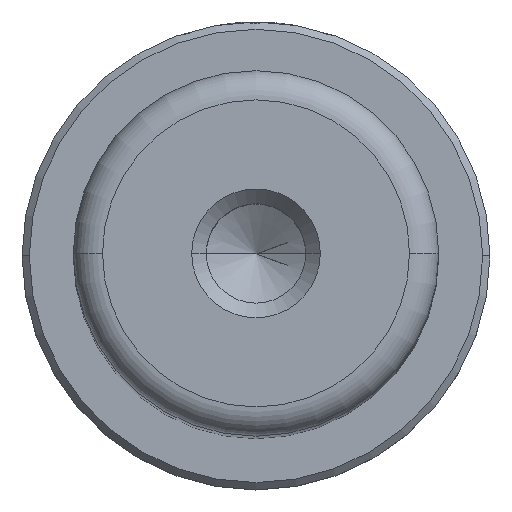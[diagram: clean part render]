
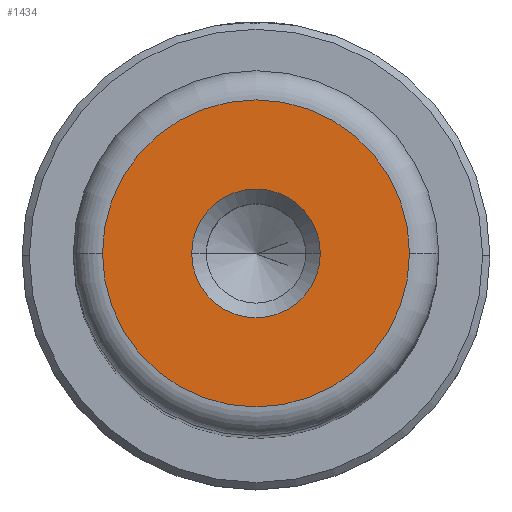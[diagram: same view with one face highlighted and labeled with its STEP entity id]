
A CAD part, top view. The second image highlights one B-rep face of the part: STEP entity #1434.
In plain terms, the highlighted planar face has unit normal (0, 0, 1).
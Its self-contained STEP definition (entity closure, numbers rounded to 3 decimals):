
#76 = CIRCLE ( 'NONE', #822, 10.5 ) ;
#127 = VERTEX_POINT ( 'NONE', #376 ) ;
#130 = ORIENTED_EDGE ( 'NONE', *, *, #672, .T. ) ;
#133 = VERTEX_POINT ( 'NONE', #2040 ) ;
#194 = ORIENTED_EDGE ( 'NONE', *, *, #287, .T. ) ;
#287 = EDGE_CURVE ( 'NONE', #133, #127, #76, .T. ) ;
#376 = CARTESIAN_POINT ( 'NONE',  ( -10.5, 0., 121. ) ) ;
#377 = DIRECTION ( 'NONE',  ( 1., 0., 0. ) ) ;
#457 = CIRCLE ( 'NONE', #908, 4.4 ) ;
#479 = DIRECTION ( 'NONE',  ( 1., 0., 0. ) ) ;
#481 = DIRECTION ( 'NONE',  ( 0., 0., 1. ) ) ;
#485 = CARTESIAN_POINT ( 'NONE',  ( 0., 0., 121. ) ) ;
#619 = CARTESIAN_POINT ( 'NONE',  ( -4.4, 0., 121. ) ) ;
#667 = ORIENTED_EDGE ( 'NONE', *, *, #749, .T. ) ;
#672 = EDGE_CURVE ( 'NONE', #1365, #816, #1448, .T. ) ;
#699 = PLANE ( 'NONE',  #903 ) ;
#749 = EDGE_CURVE ( 'NONE', #816, #1365, #457, .T. ) ;
#816 = VERTEX_POINT ( 'NONE', #619 ) ;
#819 = EDGE_CURVE ( 'NONE', #127, #133, #1366, .T. ) ;
#822 = AXIS2_PLACEMENT_3D ( 'NONE', #1354, #1348, #1333 ) ;
#890 = FACE_OUTER_BOUND ( 'NONE', #2070, .T. ) ;
#903 = AXIS2_PLACEMENT_3D ( 'NONE', #1177, #1338, #377 ) ;
#908 = AXIS2_PLACEMENT_3D ( 'NONE', #1329, #1315, #1296 ) ;
#1151 = CARTESIAN_POINT ( 'NONE',  ( 4.4, 0., 121. ) ) ;
#1177 = CARTESIAN_POINT ( 'NONE',  ( 0., 0., 121. ) ) ;
#1296 = DIRECTION ( 'NONE',  ( 1., 0., 0. ) ) ;
#1315 = DIRECTION ( 'NONE',  ( 0., 0., -1. ) ) ;
#1329 = CARTESIAN_POINT ( 'NONE',  ( 0., 0., 121. ) ) ;
#1333 = DIRECTION ( 'NONE',  ( 1., 0., 0. ) ) ;
#1338 = DIRECTION ( 'NONE',  ( 0., 0., 1. ) ) ;
#1348 = DIRECTION ( 'NONE',  ( 0., 0., 1. ) ) ;
#1354 = CARTESIAN_POINT ( 'NONE',  ( 0., 0., 121. ) ) ;
#1365 = VERTEX_POINT ( 'NONE', #1151 ) ;
#1366 = CIRCLE ( 'NONE', #1438, 10.5 ) ;
#1434 = ADVANCED_FACE ( 'NONE', ( #2093, #890 ), #699, .T. ) ;
#1438 = AXIS2_PLACEMENT_3D ( 'NONE', #485, #481, #479 ) ;
#1448 = CIRCLE ( 'NONE', #1955, 4.4 ) ;
#1614 = EDGE_LOOP ( 'NONE', ( #130, #667 ) ) ;
#1830 = DIRECTION ( 'NONE',  ( 1., 0., 0. ) ) ;
#1839 = DIRECTION ( 'NONE',  ( 0., 0., -1. ) ) ;
#1849 = CARTESIAN_POINT ( 'NONE',  ( 0., 0., 121. ) ) ;
#1882 = ORIENTED_EDGE ( 'NONE', *, *, #819, .T. ) ;
#1955 = AXIS2_PLACEMENT_3D ( 'NONE', #1849, #1839, #1830 ) ;
#2040 = CARTESIAN_POINT ( 'NONE',  ( 10.5, 0., 121. ) ) ;
#2070 = EDGE_LOOP ( 'NONE', ( #194, #1882 ) ) ;
#2093 = FACE_BOUND ( 'NONE', #1614, .T. ) ;
